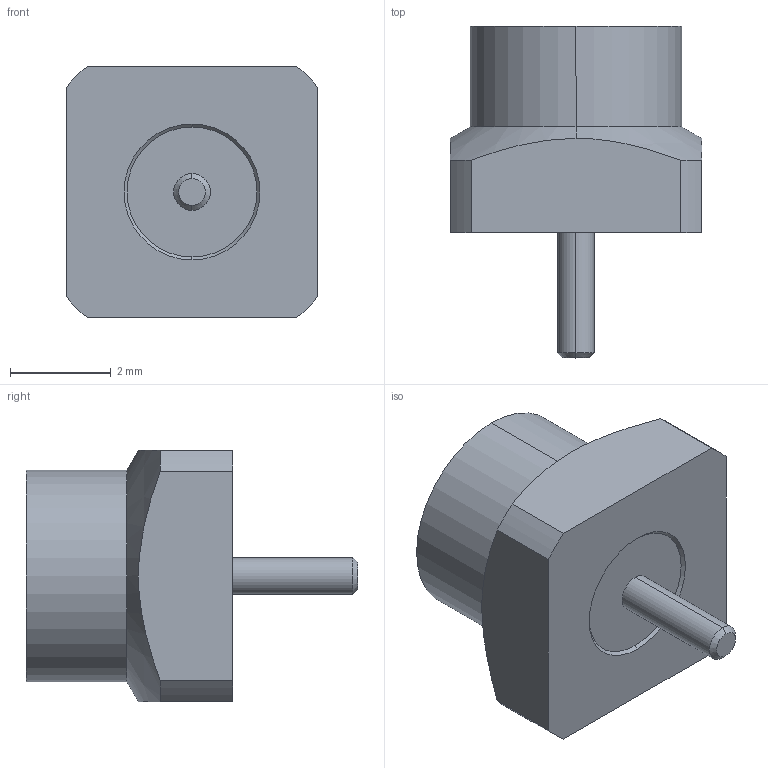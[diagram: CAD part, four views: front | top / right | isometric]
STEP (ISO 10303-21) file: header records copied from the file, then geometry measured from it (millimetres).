
FILE_DESCRIPTION (( 'STEP AP214' ), '1' );
FILE_NAME ('ÑÖÍÊ.434521.024ÑÁ_Âèëêà+äëÿ ïîòðåáèòåëÿ.STEP', '2018-11-27T08:01:25', ( 'User' ), ( '' ), 'SwSTEP 2.0', 'SolidWorks 2016', '' );
FILE_SCHEMA (( 'AUTOMOTIVE_DESIGN' ));
Length unit declared in the file: millimetre
Products named in the file (1): ÑÖÍÊ.434521.024ÑÁ_Âèëêà+äëÿ ïîòðåáèòåëÿ
Bounding box: 5 x 6.59 x 5 mm (x, y, z)
Volume: 55 mm3; surface area: 142.6 mm2
Topology: 1 solids, 1 shells, 40 faces, 86 edges, 52 vertices
Faces by surface type: cylinder 16, cone 12, plane 10, torus 2
Entity records: 1594 total; most frequent: CARTESIAN_POINT 225, DIRECTION 206, ORIENTED_EDGE 172, EDGE_CURVE 86, AXIS2_PLACEMENT_3D 85, VERTEX_POINT 52, CIRCLE 44, EDGE_LOOP 44
